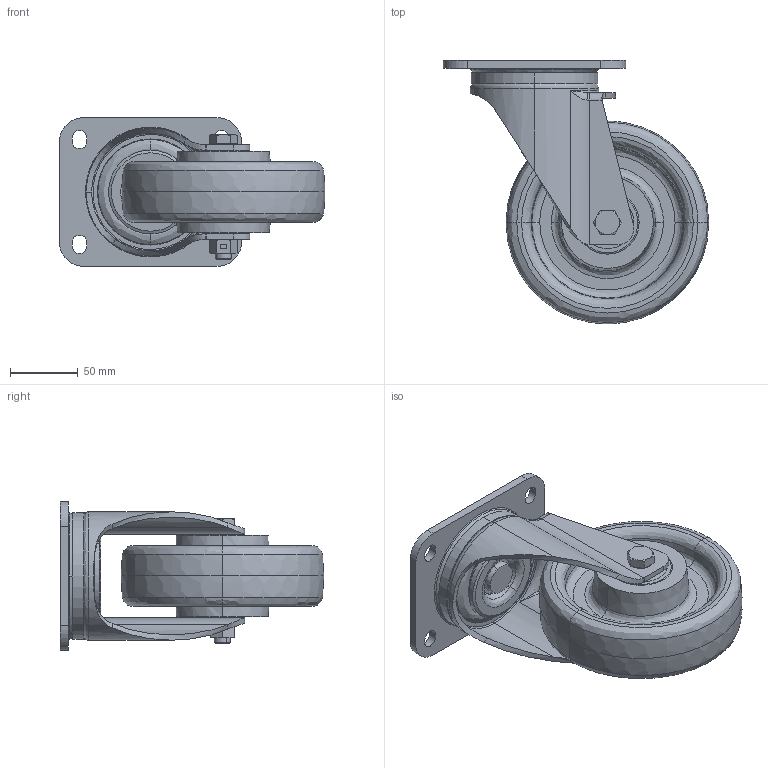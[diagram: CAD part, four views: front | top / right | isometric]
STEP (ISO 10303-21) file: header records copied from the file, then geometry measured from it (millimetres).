
FILE_DESCRIPTION (( 'STEP AP214' ), '1' );
FILE_NAME ('0033428BL_L-IM-PAM-150-K-3-EC.STEP', '2016-09-05T12:03:15', ( '' ), ( '' ), 'SwSTEP 2.0', 'SolidWorks 2016', '' );
FILE_SCHEMA (( 'AUTOMOTIVE_DESIGN' ));
Length unit declared in the file: millimetre
Products named in the file (1): 0033428BL_L-IM-PAM-150-K-3-EC
Bounding box: 196.5 x 195 x 110 mm (x, y, z)
Volume: 829475.1 mm3; surface area: 220962 mm2
Topology: 15 solids, 19 shells, 720 faces, 1703 edges, 1064 vertices
Faces by surface type: plane 324, cylinder 184, bspline 112, cone 70, torus 30
Entity records: 33951 total; most frequent: CARTESIAN_POINT 9350, DIRECTION 3471, ORIENTED_EDGE 3398, EDGE_CURVE 1699, AXIS2_PLACEMENT_3D 1275, VERTEX_POINT 1064, LINE 921, VECTOR 921
